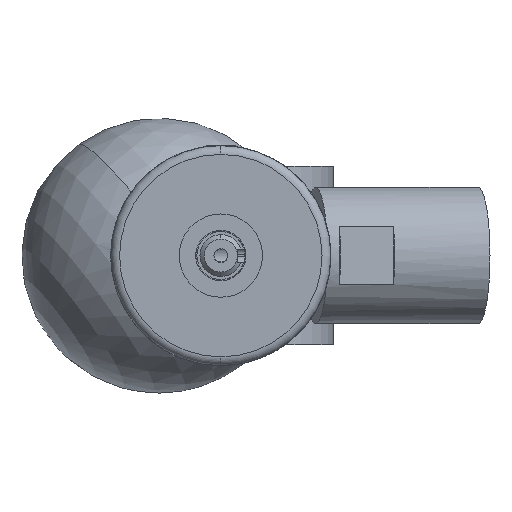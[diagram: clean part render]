
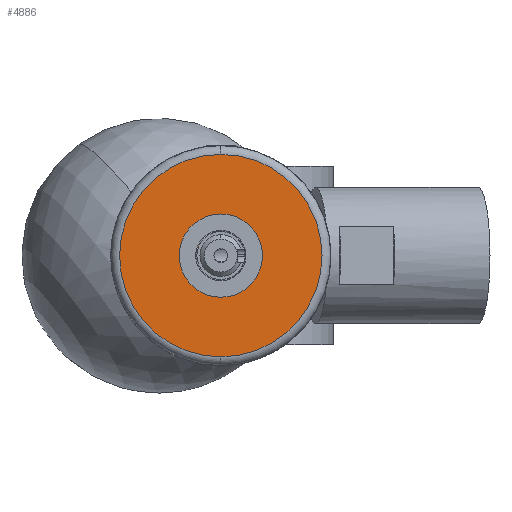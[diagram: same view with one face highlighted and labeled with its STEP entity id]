
A CAD part, left-side view. The second image highlights one B-rep face of the part: STEP entity #4886.
In plain terms, the highlighted planar face has unit normal (-1, 0, 0).
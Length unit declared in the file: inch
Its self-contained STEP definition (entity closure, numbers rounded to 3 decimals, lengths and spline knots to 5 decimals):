
#604 = EDGE_LOOP ( 'NONE', ( #9639, #12123 ) ) ;
#613 = EDGE_CURVE ( 'NONE', #8529, #7181, #4844, .T. ) ;
#634 = DIRECTION ( 'NONE',  ( 0., 0., -1. ) ) ;
#1364 = AXIS2_PLACEMENT_3D ( 'NONE', #4112, #4174, #4374 ) ;
#1754 = DIRECTION ( 'NONE',  ( -1., 0., 0. ) ) ;
#2013 = ORIENTED_EDGE ( 'NONE', *, *, #12330, .F. ) ;
#2043 = DIRECTION ( 'NONE',  ( -1., 0., 0. ) ) ;
#2243 = CARTESIAN_POINT ( 'NONE',  ( -0.0305, 0., 0.114 ) ) ;
#2341 = EDGE_CURVE ( 'NONE', #6839, #2945, #3494, .T. ) ;
#2907 = CARTESIAN_POINT ( 'NONE',  ( -0.0305, 0.5, 0. ) ) ;
#2945 = VERTEX_POINT ( 'NONE', #9614 ) ;
#3092 = DIRECTION ( 'NONE',  ( 0., 0., 1. ) ) ;
#3160 = CARTESIAN_POINT ( 'NONE',  ( -0.0305, 0., -0.46 ) ) ;
#3494 = CIRCLE ( 'NONE', #12063, 0.114 ) ;
#4112 = CARTESIAN_POINT ( 'NONE',  ( -0.0305, 0., 0. ) ) ;
#4174 = DIRECTION ( 'NONE',  ( -1., 0., 0. ) ) ;
#4374 = DIRECTION ( 'NONE',  ( 0., 0., -1. ) ) ;
#4502 = CARTESIAN_POINT ( 'NONE',  ( -0.0305, 0., 0. ) ) ;
#4844 = CIRCLE ( 'NONE', #10384, 0.46 ) ;
#4886 = ADVANCED_FACE ( 'NONE', ( #6888, #7014 ), #7089, .F. ) ;
#4891 = DIRECTION ( 'NONE',  ( 1., 0., 0. ) ) ;
#5063 = EDGE_LOOP ( 'NONE', ( #11795, #2013 ) ) ;
#6105 = DIRECTION ( 'NONE',  ( 0., 0., -1. ) ) ;
#6129 = DIRECTION ( 'NONE',  ( 0., 0., 1. ) ) ;
#6839 = VERTEX_POINT ( 'NONE', #2243 ) ;
#6888 = FACE_BOUND ( 'NONE', #5063, .T. ) ;
#7014 = FACE_OUTER_BOUND ( 'NONE', #604, .T. ) ;
#7089 = PLANE ( 'NONE',  #7676 ) ;
#7181 = VERTEX_POINT ( 'NONE', #10476 ) ;
#7676 = AXIS2_PLACEMENT_3D ( 'NONE', #2907, #4891, #6105 ) ;
#7697 = CIRCLE ( 'NONE', #1364, 0.46 ) ;
#8118 = AXIS2_PLACEMENT_3D ( 'NONE', #12317, #2043, #3092 ) ;
#8226 = EDGE_CURVE ( 'NONE', #7181, #8529, #7697, .T. ) ;
#8529 = VERTEX_POINT ( 'NONE', #3160 ) ;
#8603 = CARTESIAN_POINT ( 'NONE',  ( -0.0305, 0., 0. ) ) ;
#9614 = CARTESIAN_POINT ( 'NONE',  ( -0.0305, 0., -0.114 ) ) ;
#9639 = ORIENTED_EDGE ( 'NONE', *, *, #613, .T. ) ;
#9643 = CIRCLE ( 'NONE', #8118, 0.114 ) ;
#10384 = AXIS2_PLACEMENT_3D ( 'NONE', #8603, #1754, #634 ) ;
#10476 = CARTESIAN_POINT ( 'NONE',  ( -0.0305, 0., 0.46 ) ) ;
#10599 = DIRECTION ( 'NONE',  ( -1., 0., 0. ) ) ;
#11795 = ORIENTED_EDGE ( 'NONE', *, *, #2341, .F. ) ;
#12063 = AXIS2_PLACEMENT_3D ( 'NONE', #4502, #10599, #6129 ) ;
#12123 = ORIENTED_EDGE ( 'NONE', *, *, #8226, .T. ) ;
#12317 = CARTESIAN_POINT ( 'NONE',  ( -0.0305, 0., 0. ) ) ;
#12330 = EDGE_CURVE ( 'NONE', #2945, #6839, #9643, .T. ) ;
